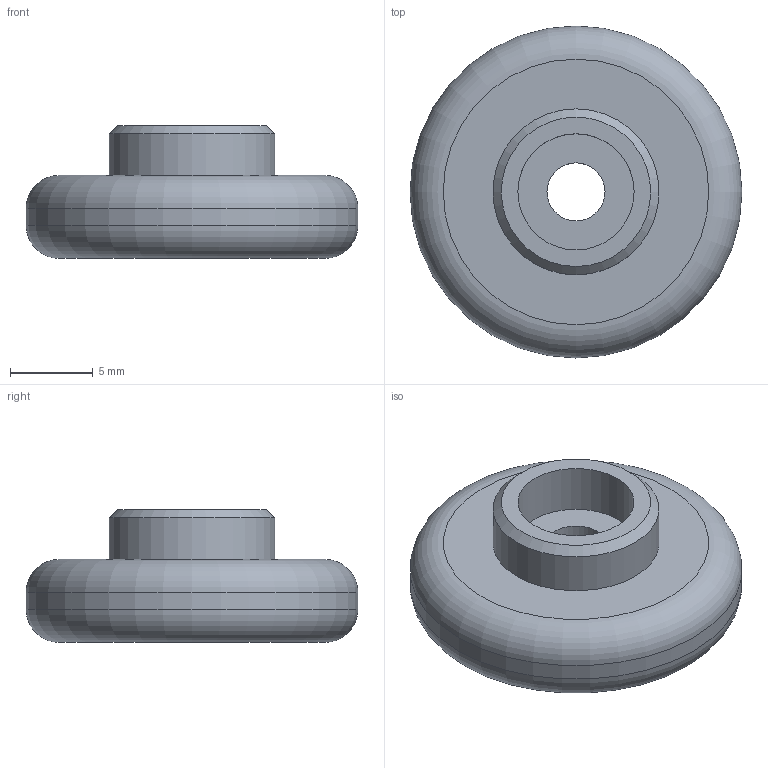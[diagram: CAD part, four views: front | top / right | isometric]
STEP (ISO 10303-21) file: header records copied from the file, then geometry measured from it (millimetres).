
FILE_DESCRIPTION(/* description */ (''),/* implementation_level */ '2;1');
FILE_NAME(/* name */ 'rueda.step',/* time_stamp */ '2020-09-29T10:22:54-03:00',/* author */ (''),/* organization */ (''),/* preprocessor_version */ 'ST-DEVELOPER v18.1',/* originating_system */ 'Autodesk Translation Framework v9.3.0.1241',/* authorisation */ '');
FILE_SCHEMA (('AUTOMOTIVE_DESIGN { 1 0 10303 214 3 1 1 }'));
Length unit declared in the file: millimetre
Products named in the file (1): wheel
Bounding box: 20 x 20 x 8 mm (x, y, z)
Volume: 1503.9 mm3; surface area: 1027.3 mm2
Topology: 1 solids, 1 shells, 14 faces, 26 edges, 17 vertices
Faces by surface type: plane 5, cylinder 5, cone 2, torus 2
Full cylindrical faces by diameter (mm): 3.5 x1, 5 x1, 7 x1, 10 x1, 20 x1
Entity records: 398 total; most frequent: DIRECTION 75, CARTESIAN_POINT 58, ORIENTED_EDGE 52, AXIS2_PLACEMENT_3D 34, EDGE_CURVE 26, EDGE_LOOP 19, CIRCLE 19, VERTEX_POINT 17
